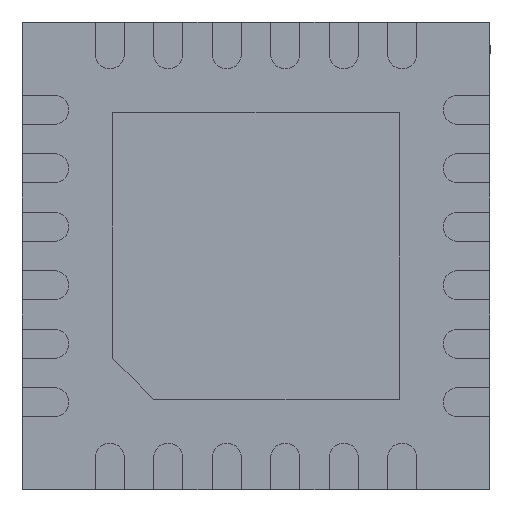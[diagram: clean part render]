
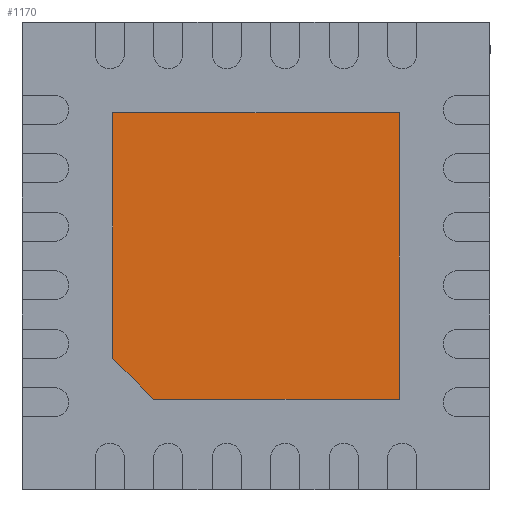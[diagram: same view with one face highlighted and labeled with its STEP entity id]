
A CAD part, front view. The second image highlights one B-rep face of the part: STEP entity #1170.
In plain terms, the highlighted planar face has unit normal (0, -1, 0).
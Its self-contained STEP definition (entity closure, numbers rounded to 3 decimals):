
#889 = EDGE_LOOP ( 'NONE', ( #1570, #4786, #7416, #1034, #9263 ) ) ;
#1034 = ORIENTED_EDGE ( 'NONE', *, *, #2000, .T. ) ;
#1170 = ADVANCED_FACE ( 'NONE', ( #10435 ), #9194, .T. ) ;
#1245 = LINE ( 'NONE', #6181, #2920 ) ;
#1428 = LINE ( 'NONE', #7090, #7064 ) ;
#1570 = ORIENTED_EDGE ( 'NONE', *, *, #10150, .T. ) ;
#1628 = CARTESIAN_POINT ( 'NONE',  ( -1.225, 0., -0.875 ) ) ;
#1661 = DIRECTION ( 'NONE',  ( 0., -1., 0. ) ) ;
#1714 = DIRECTION ( 'NONE',  ( 0., 0., 1. ) ) ;
#1752 = LINE ( 'NONE', #9420, #10107 ) ;
#2000 = EDGE_CURVE ( 'NONE', #9786, #10407, #5953, .T. ) ;
#2204 = CARTESIAN_POINT ( 'NONE',  ( -1.225, 0., 1.225 ) ) ;
#2245 = VECTOR ( 'NONE', #8788, 1000. ) ;
#2920 = VECTOR ( 'NONE', #4529, 1000. ) ;
#3259 = EDGE_CURVE ( 'NONE', #10543, #3609, #1752, .T. ) ;
#3409 = EDGE_CURVE ( 'NONE', #3609, #9786, #3416, .T. ) ;
#3416 = LINE ( 'NONE', #6260, #2245 ) ;
#3609 = VERTEX_POINT ( 'NONE', #4914 ) ;
#3619 = DIRECTION ( 'NONE',  ( 0., 0., -1. ) ) ;
#4068 = CARTESIAN_POINT ( 'NONE',  ( 1.225, 0., 1.225 ) ) ;
#4529 = DIRECTION ( 'NONE',  ( -1., 0., 0. ) ) ;
#4786 = ORIENTED_EDGE ( 'NONE', *, *, #3259, .T. ) ;
#4914 = CARTESIAN_POINT ( 'NONE',  ( -0.875, 0., -1.225 ) ) ;
#5609 = EDGE_CURVE ( 'NONE', #10407, #10285, #1245, .T. ) ;
#5665 = CARTESIAN_POINT ( 'NONE',  ( 1.225, 0., -1.225 ) ) ;
#5953 = LINE ( 'NONE', #8353, #7917 ) ;
#6181 = CARTESIAN_POINT ( 'NONE',  ( 1.225, 0., 1.225 ) ) ;
#6260 = CARTESIAN_POINT ( 'NONE',  ( 1.225, 0., -1.225 ) ) ;
#6681 = CARTESIAN_POINT ( 'NONE',  ( 0., 0., 0. ) ) ;
#7064 = VECTOR ( 'NONE', #3619, 1000. ) ;
#7090 = CARTESIAN_POINT ( 'NONE',  ( -1.225, 0., -1.225 ) ) ;
#7416 = ORIENTED_EDGE ( 'NONE', *, *, #3409, .T. ) ;
#7493 = DIRECTION ( 'NONE',  ( 0., 0., -1. ) ) ;
#7917 = VECTOR ( 'NONE', #1714, 1000. ) ;
#8353 = CARTESIAN_POINT ( 'NONE',  ( 1.225, 0., -1.225 ) ) ;
#8568 = DIRECTION ( 'NONE',  ( 0.707, 0., -0.707 ) ) ;
#8788 = DIRECTION ( 'NONE',  ( 1., 0., 0. ) ) ;
#9194 = PLANE ( 'NONE',  #9682 ) ;
#9263 = ORIENTED_EDGE ( 'NONE', *, *, #5609, .T. ) ;
#9420 = CARTESIAN_POINT ( 'NONE',  ( -1.05, 0., -1.05 ) ) ;
#9682 = AXIS2_PLACEMENT_3D ( 'NONE', #6681, #1661, #7493 ) ;
#9786 = VERTEX_POINT ( 'NONE', #5665 ) ;
#10107 = VECTOR ( 'NONE', #8568, 1000. ) ;
#10150 = EDGE_CURVE ( 'NONE', #10285, #10543, #1428, .T. ) ;
#10285 = VERTEX_POINT ( 'NONE', #2204 ) ;
#10407 = VERTEX_POINT ( 'NONE', #4068 ) ;
#10435 = FACE_OUTER_BOUND ( 'NONE', #889, .T. ) ;
#10543 = VERTEX_POINT ( 'NONE', #1628 ) ;
